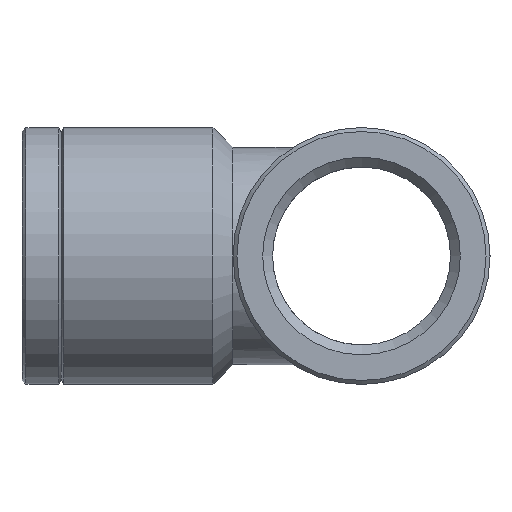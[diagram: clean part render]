
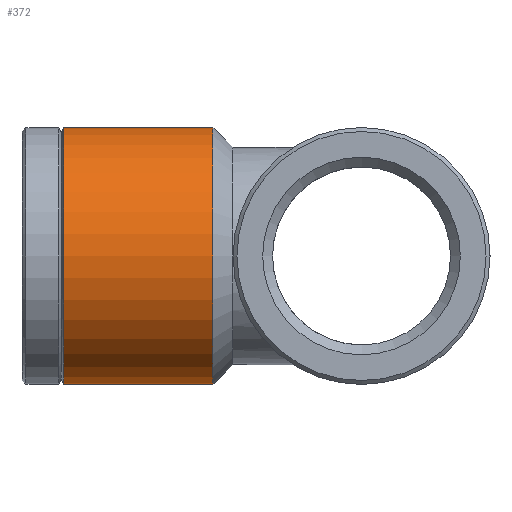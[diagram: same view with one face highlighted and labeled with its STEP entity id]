
A CAD part, left-side view. The second image highlights one B-rep face of the part: STEP entity #372.
In plain terms, the highlighted cylindrical face has radius 12.11 mm (diameter 24.22 mm), a full revolution.
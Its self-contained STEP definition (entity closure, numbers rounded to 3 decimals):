
#63=FACE_BOUND('',#186,.T.);
#93=CIRCLE('',#436,12.11);
#94=CIRCLE('',#438,12.11);
#124=FACE_OUTER_BOUND('',#185,.T.);
#185=EDGE_LOOP('',(#325));
#186=EDGE_LOOP('',(#326));
#226=VERTEX_POINT('',#665);
#227=VERTEX_POINT('',#668);
#260=EDGE_CURVE('',#226,#226,#93,.T.);
#261=EDGE_CURVE('',#227,#227,#94,.T.);
#325=ORIENTED_EDGE('',*,*,#260,.T.);
#326=ORIENTED_EDGE('',*,*,#261,.F.);
#343=CYLINDRICAL_SURFACE('',#437,12.11);
#372=ADVANCED_FACE('',(#124,#63),#343,.T.);
#436=AXIS2_PLACEMENT_3D('',#666,#562,#563);
#437=AXIS2_PLACEMENT_3D('',#667,#564,#565);
#438=AXIS2_PLACEMENT_3D('',#669,#566,#567);
#562=DIRECTION('center_axis',(0.,1.,0.));
#563=DIRECTION('ref_axis',(0.,0.,-1.));
#564=DIRECTION('center_axis',(0.,1.,0.));
#565=DIRECTION('ref_axis',(-1.,0.,0.));
#566=DIRECTION('center_axis',(0.,1.,0.));
#567=DIRECTION('ref_axis',(0.,0.,-1.));
#665=CARTESIAN_POINT('',(-12.11,14.,0.));
#666=CARTESIAN_POINT('Origin',(0.,14.,0.));
#667=CARTESIAN_POINT('Origin',(0.,21.025,0.));
#668=CARTESIAN_POINT('',(-12.11,28.05,0.));
#669=CARTESIAN_POINT('Origin',(0.,28.05,0.));
